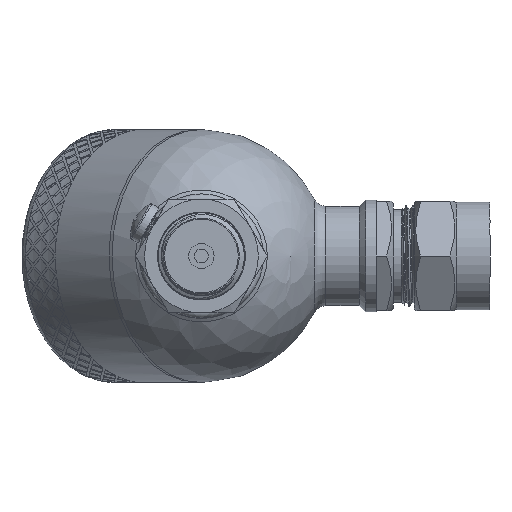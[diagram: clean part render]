
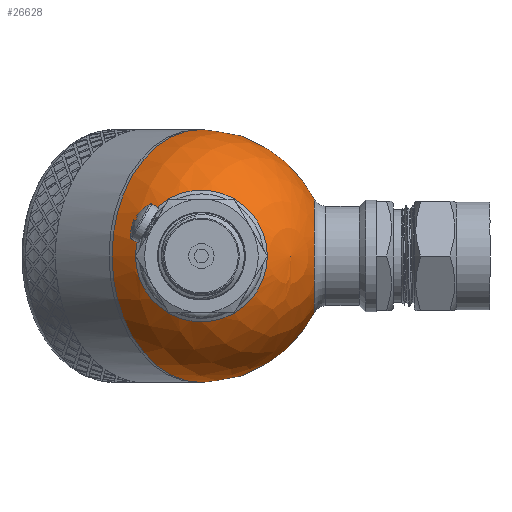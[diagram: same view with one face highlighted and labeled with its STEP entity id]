
A CAD part, left-side view. The second image highlights one B-rep face of the part: STEP entity #26628.
In plain terms, the highlighted spherical face has radius 30 mm.
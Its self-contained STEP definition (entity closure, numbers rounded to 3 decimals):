
#43=SPHERICAL_SURFACE('',#27735,30.);
#329=FACE_BOUND('',#5015,.T.);
#330=FACE_BOUND('',#5016,.T.);
#3166=FACE_OUTER_BOUND('',#5014,.T.);
#5014=EDGE_LOOP('',(#24173,#24174,#24175,#24176));
#5015=EDGE_LOOP('',(#24177));
#5016=EDGE_LOOP('',(#24178));
#5504=CIRCLE('',#27732,15.643);
#5507=CIRCLE('',#27736,30.);
#5508=CIRCLE('',#27737,30.);
#5509=CIRCLE('',#27738,30.);
#5510=CIRCLE('',#27739,13.5);
#12435=VERTEX_POINT('',#65708);
#12437=VERTEX_POINT('',#65714);
#12438=VERTEX_POINT('',#65715);
#12439=VERTEX_POINT('',#65717);
#12440=VERTEX_POINT('',#65720);
#16382=EDGE_CURVE('',#12435,#12435,#5504,.T.);
#16385=EDGE_CURVE('',#12437,#12438,#5507,.T.);
#16386=EDGE_CURVE('',#12437,#12439,#5508,.T.);
#16387=EDGE_CURVE('',#12438,#12437,#5509,.T.);
#16388=EDGE_CURVE('',#12440,#12440,#5510,.T.);
#24173=ORIENTED_EDGE('',*,*,#16385,.F.);
#24174=ORIENTED_EDGE('',*,*,#16386,.T.);
#24175=ORIENTED_EDGE('',*,*,#16386,.F.);
#24176=ORIENTED_EDGE('',*,*,#16387,.F.);
#24177=ORIENTED_EDGE('',*,*,#16382,.F.);
#24178=ORIENTED_EDGE('',*,*,#16388,.F.);
#26628=ADVANCED_FACE('',(#3166,#329,#330),#43,.T.);
#27732=AXIS2_PLACEMENT_3D('',#65709,#30476,#30477);
#27735=AXIS2_PLACEMENT_3D('',#65713,#30482,#30483);
#27736=AXIS2_PLACEMENT_3D('',#65716,#30484,#30485);
#27737=AXIS2_PLACEMENT_3D('',#65718,#30486,#30487);
#27738=AXIS2_PLACEMENT_3D('',#65719,#30488,#30489);
#27739=AXIS2_PLACEMENT_3D('',#65721,#30490,#30491);
#30476=DIRECTION('center_axis',(-0.707,0.,0.707));
#30477=DIRECTION('ref_axis',(0.707,0.,0.707));
#30482=DIRECTION('center_axis',(1.,0.,0.));
#30483=DIRECTION('ref_axis',(0.,-1.,0.));
#30484=DIRECTION('center_axis',(1.,0.,0.));
#30485=DIRECTION('ref_axis',(0.,1.,0.));
#30486=DIRECTION('center_axis',(0.,0.,1.));
#30487=DIRECTION('ref_axis',(0.,1.,0.));
#30488=DIRECTION('center_axis',(1.,0.,0.));
#30489=DIRECTION('ref_axis',(0.,1.,0.));
#30490=DIRECTION('center_axis',(-0.707,0.,-0.707));
#30491=DIRECTION('ref_axis',(-0.707,0.,0.707));
#65708=CARTESIAN_POINT('',(-29.162,0.,7.04));
#65709=CARTESIAN_POINT('Origin',(-18.101,0.,18.101));
#65713=CARTESIAN_POINT('Origin',(0.,0.,0.));
#65714=CARTESIAN_POINT('',(0.,30.,0.));
#65715=CARTESIAN_POINT('',(0.,-30.,0.));
#65716=CARTESIAN_POINT('Origin',(0.,0.,0.));
#65717=CARTESIAN_POINT('',(-30.,0.,0.));
#65718=CARTESIAN_POINT('Origin',(0.,0.,0.));
#65719=CARTESIAN_POINT('Origin',(0.,0.,0.));
#65720=CARTESIAN_POINT('',(-9.398,0.,-28.49));
#65721=CARTESIAN_POINT('Origin',(-18.944,0.,-18.944));
